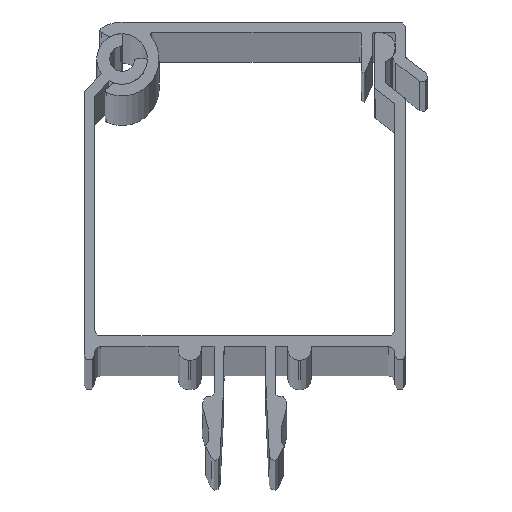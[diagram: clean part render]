
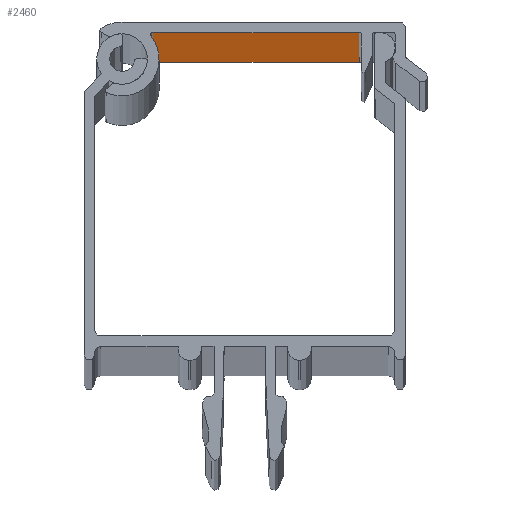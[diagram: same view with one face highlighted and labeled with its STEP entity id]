
A CAD part, top view. The second image highlights one B-rep face of the part: STEP entity #2460.
In plain terms, the highlighted planar face has unit normal (0, -1, 0).
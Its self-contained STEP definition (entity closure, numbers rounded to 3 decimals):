
#61 = CARTESIAN_POINT ( 'NONE',  ( 28.055, 3.125, 0. ) ) ;
#80 = PLANE ( 'NONE',  #2079 ) ;
#89 = EDGE_CURVE ( 'NONE', #2259, #2933, #3168, .T. ) ;
#186 = CARTESIAN_POINT ( 'NONE',  ( 3.623, 3.125, 2000. ) ) ;
#190 = VECTOR ( 'NONE', #1137, 1000. ) ;
#202 = ORIENTED_EDGE ( 'NONE', *, *, #2426, .F. ) ;
#228 = EDGE_CURVE ( 'NONE', #2540, #2259, #666, .T. ) ;
#313 = LINE ( 'NONE', #2682, #1879 ) ;
#320 = EDGE_LOOP ( 'NONE', ( #551, #2548, #202, #780 ) ) ;
#459 = VECTOR ( 'NONE', #3490, 1000. ) ;
#551 = ORIENTED_EDGE ( 'NONE', *, *, #228, .T. ) ;
#651 = DIRECTION ( 'NONE',  ( 0., -1., 0. ) ) ;
#666 = LINE ( 'NONE', #3582, #3214 ) ;
#698 = CARTESIAN_POINT ( 'NONE',  ( 3.623, 3.125, 0. ) ) ;
#780 = ORIENTED_EDGE ( 'NONE', *, *, #1368, .F. ) ;
#1137 = DIRECTION ( 'NONE',  ( 0., 0., -1. ) ) ;
#1368 = EDGE_CURVE ( 'NONE', #2540, #1832, #2517, .T. ) ;
#1377 = CARTESIAN_POINT ( 'NONE',  ( 28.055, 3.125, 2000. ) ) ;
#1479 = CARTESIAN_POINT ( 'NONE',  ( 28.055, 3.125, 2000. ) ) ;
#1832 = VERTEX_POINT ( 'NONE', #61 ) ;
#1879 = VECTOR ( 'NONE', #2664, 1000. ) ;
#2055 = DIRECTION ( 'NONE',  ( 1., 0., 0. ) ) ;
#2072 = FACE_OUTER_BOUND ( 'NONE', #320, .T. ) ;
#2079 = AXIS2_PLACEMENT_3D ( 'NONE', #3246, #651, #2055 ) ;
#2259 = VERTEX_POINT ( 'NONE', #186 ) ;
#2307 = CARTESIAN_POINT ( 'NONE',  ( 3.623, 3.125, 2000. ) ) ;
#2426 = EDGE_CURVE ( 'NONE', #1832, #2933, #313, .T. ) ;
#2460 = ADVANCED_FACE ( 'NONE', ( #2072 ), #80, .T. ) ;
#2517 = LINE ( 'NONE', #1377, #190 ) ;
#2540 = VERTEX_POINT ( 'NONE', #1479 ) ;
#2548 = ORIENTED_EDGE ( 'NONE', *, *, #89, .T. ) ;
#2664 = DIRECTION ( 'NONE',  ( -1., 0., 0. ) ) ;
#2682 = CARTESIAN_POINT ( 'NONE',  ( 0., 3.125, 0. ) ) ;
#2933 = VERTEX_POINT ( 'NONE', #698 ) ;
#3168 = LINE ( 'NONE', #2307, #459 ) ;
#3214 = VECTOR ( 'NONE', #3297, 1000. ) ;
#3246 = CARTESIAN_POINT ( 'NONE',  ( 0., 3.125, 2000. ) ) ;
#3297 = DIRECTION ( 'NONE',  ( -1., 0., 0. ) ) ;
#3490 = DIRECTION ( 'NONE',  ( 0., 0., -1. ) ) ;
#3582 = CARTESIAN_POINT ( 'NONE',  ( 0., 3.125, 2000. ) ) ;
